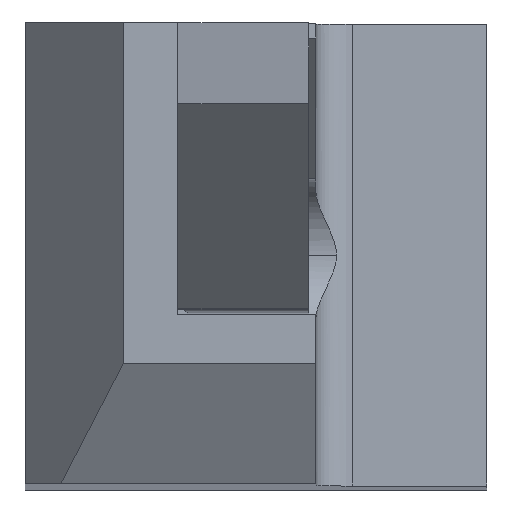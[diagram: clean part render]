
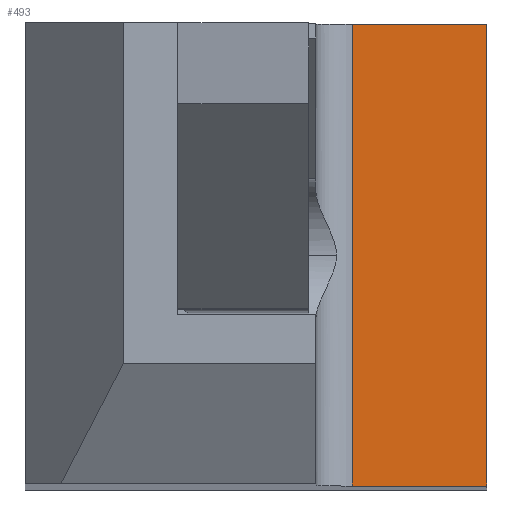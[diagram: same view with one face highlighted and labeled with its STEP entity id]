
A CAD part, top view. The second image highlights one B-rep face of the part: STEP entity #493.
In plain terms, the highlighted planar face has unit normal (0, 0, 1).
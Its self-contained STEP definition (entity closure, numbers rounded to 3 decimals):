
#65 = ORIENTED_EDGE ( 'NONE', *, *, #1433, .T. ) ;
#95 = VECTOR ( 'NONE', #1917, 1000. ) ;
#215 = LINE ( 'NONE', #1875, #512 ) ;
#289 = LINE ( 'NONE', #1884, #95 ) ;
#408 = EDGE_LOOP ( 'NONE', ( #2718, #2892, #3220, #65 ) ) ;
#477 = FACE_OUTER_BOUND ( 'NONE', #408, .T. ) ;
#493 = ADVANCED_FACE ( 'NONE', ( #477 ), #2942, .F. ) ;
#512 = VECTOR ( 'NONE', #2558, 1000. ) ;
#788 = DIRECTION ( 'NONE',  ( 1., 0., 0. ) ) ;
#801 = CARTESIAN_POINT ( 'NONE',  ( -31.119, 12.7, -37. ) ) ;
#828 = AXIS2_PLACEMENT_3D ( 'NONE', #3039, #2451, #2510 ) ;
#1433 = EDGE_CURVE ( 'NONE', #2258, #1458, #289, .T. ) ;
#1436 = CARTESIAN_POINT ( 'NONE',  ( 9., 12.7, -37. ) ) ;
#1450 = EDGE_CURVE ( 'NONE', #1809, #2166, #215, .T. ) ;
#1458 = VERTEX_POINT ( 'NONE', #1709 ) ;
#1596 = VECTOR ( 'NONE', #3260, 1000. ) ;
#1695 = CARTESIAN_POINT ( 'NONE',  ( 9., 0., -37. ) ) ;
#1706 = LINE ( 'NONE', #3283, #1596 ) ;
#1709 = CARTESIAN_POINT ( 'NONE',  ( 12.7, 12.7, -37. ) ) ;
#1809 = VERTEX_POINT ( 'NONE', #1436 ) ;
#1819 = VECTOR ( 'NONE', #788, 1000. ) ;
#1875 = CARTESIAN_POINT ( 'NONE',  ( 9., 0., -37. ) ) ;
#1884 = CARTESIAN_POINT ( 'NONE',  ( 12.7, 12.7, -37. ) ) ;
#1917 = DIRECTION ( 'NONE',  ( 0., 1., 0. ) ) ;
#2166 = VERTEX_POINT ( 'NONE', #1695 ) ;
#2242 = EDGE_CURVE ( 'NONE', #2166, #2258, #1706, .T. ) ;
#2258 = VERTEX_POINT ( 'NONE', #3241 ) ;
#2317 = LINE ( 'NONE', #801, #1819 ) ;
#2451 = DIRECTION ( 'NONE',  ( 0., 0., -1. ) ) ;
#2470 = EDGE_CURVE ( 'NONE', #1809, #1458, #2317, .T. ) ;
#2510 = DIRECTION ( 'NONE',  ( 0., 1., 0. ) ) ;
#2558 = DIRECTION ( 'NONE',  ( 0., -1., 0. ) ) ;
#2718 = ORIENTED_EDGE ( 'NONE', *, *, #2470, .F. ) ;
#2892 = ORIENTED_EDGE ( 'NONE', *, *, #1450, .T. ) ;
#2942 = PLANE ( 'NONE',  #828 ) ;
#3039 = CARTESIAN_POINT ( 'NONE',  ( -31.119, 12.7, -37. ) ) ;
#3220 = ORIENTED_EDGE ( 'NONE', *, *, #2242, .T. ) ;
#3241 = CARTESIAN_POINT ( 'NONE',  ( 12.7, 0., -37. ) ) ;
#3260 = DIRECTION ( 'NONE',  ( 1., 0., 0. ) ) ;
#3283 = CARTESIAN_POINT ( 'NONE',  ( -31.119, 0., -37. ) ) ;
